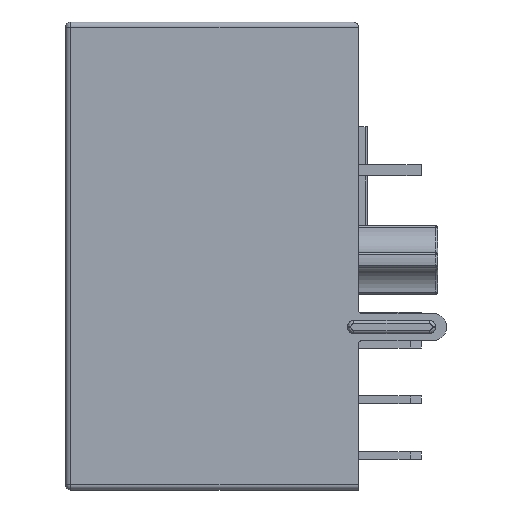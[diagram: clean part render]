
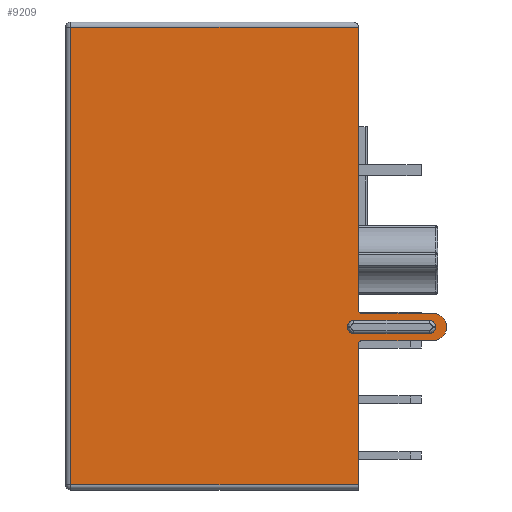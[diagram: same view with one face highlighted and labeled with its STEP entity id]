
A CAD part, left-side view. The second image highlights one B-rep face of the part: STEP entity #9209.
In plain terms, the highlighted planar face has unit normal (-1, 0, 0).
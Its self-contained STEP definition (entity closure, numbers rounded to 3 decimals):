
#415=DIRECTION('',(0.,0.,1.));
#416=VECTOR('',#415,6.4);
#417=CARTESIAN_POINT('',(-7.965,-6.65,0.23));
#418=LINE('',#417,#416);
#427=DIRECTION('',(0.,0.,1.));
#428=VECTOR('',#427,12.85);
#429=CARTESIAN_POINT('',(-7.965,-6.65,8.17));
#430=LINE('',#429,#428);
#2118=CARTESIAN_POINT('',(-7.965,-6.446,7.409));
#2119=DIRECTION('',(-1.,0.,0.));
#2120=DIRECTION('',(0.,0.,1.));
#2121=AXIS2_PLACEMENT_3D('',#2118,#2119,#2120);
#2123=DIRECTION('',(0.,0.,-1.));
#2124=VECTOR('',#2123,0.018);
#2125=CARTESIAN_POINT('',(-7.965,-6.156,7.409));
#2126=LINE('',#2125,#2124);
#2127=CARTESIAN_POINT('',(-7.965,-6.446,7.391));
#2128=DIRECTION('',(-1.,0.,0.));
#2129=DIRECTION('',(0.,1.,0.));
#2130=AXIS2_PLACEMENT_3D('',#2127,#2128,#2129);
#2132=DIRECTION('',(0.,-1.,0.));
#2133=VECTOR('',#2132,3.414);
#2134=CARTESIAN_POINT('',(-7.965,-6.446,7.101));
#2135=LINE('',#2134,#2133);
#2136=CARTESIAN_POINT('',(-7.965,-9.86,7.391));
#2137=DIRECTION('',(-1.,0.,0.));
#2138=DIRECTION('',(0.,0.,-1.));
#2139=AXIS2_PLACEMENT_3D('',#2136,#2137,#2138);
#2141=DIRECTION('',(0.,0.,1.));
#2142=VECTOR('',#2141,0.018);
#2143=CARTESIAN_POINT('',(-7.965,-10.15,7.391));
#2144=LINE('',#2143,#2142);
#2145=CARTESIAN_POINT('',(-7.965,-9.86,7.409));
#2146=DIRECTION('',(-1.,0.,0.));
#2147=DIRECTION('',(0.,-1.,0.));
#2148=AXIS2_PLACEMENT_3D('',#2145,#2146,#2147);
#2150=DIRECTION('',(0.,1.,0.));
#2151=VECTOR('',#2150,3.414);
#2152=CARTESIAN_POINT('',(-7.965,-9.86,7.699));
#2153=LINE('',#2152,#2151);
#2154=DIRECTION('',(0.,1.,0.));
#2155=VECTOR('',#2154,13.07);
#2156=CARTESIAN_POINT('',(-7.965,-6.65,0.23));
#2157=LINE('',#2156,#2155);
#2158=DIRECTION('',(0.,0.,-1.));
#2159=VECTOR('',#2158,20.79);
#2160=CARTESIAN_POINT('',(-7.965,6.42,21.02));
#2161=LINE('',#2160,#2159);
#2162=DIRECTION('',(0.,-1.,0.));
#2163=VECTOR('',#2162,13.07);
#2164=CARTESIAN_POINT('',(-7.965,6.42,21.02));
#2165=LINE('',#2164,#2163);
#2166=DIRECTION('',(0.,-1.,0.));
#2167=VECTOR('',#2166,3.25);
#2168=CARTESIAN_POINT('',(-7.965,-6.8,8.02));
#2169=LINE('',#2168,#2167);
#2170=CARTESIAN_POINT('',(-7.965,-10.05,7.42));
#2171=DIRECTION('',(-1.,0.,0.));
#2172=DIRECTION('',(0.,-1.,0.));
#2173=AXIS2_PLACEMENT_3D('',#2170,#2171,#2172);
#2175=CARTESIAN_POINT('',(-7.965,-10.05,7.38));
#2176=DIRECTION('',(-1.,0.,0.));
#2177=DIRECTION('',(0.,0.,-1.));
#2178=AXIS2_PLACEMENT_3D('',#2175,#2176,#2177);
#2929=DIRECTION('',(0.,0.,-1.));
#2930=VECTOR('',#2929,0.04);
#2931=CARTESIAN_POINT('',(-7.965,-10.65,7.42));
#2932=LINE('',#2931,#2930);
#2972=CARTESIAN_POINT('',(-7.965,-6.8,8.17));
#2973=DIRECTION('',(1.,0.,0.));
#2974=DIRECTION('',(0.,0.,-1.));
#2975=AXIS2_PLACEMENT_3D('',#2972,#2973,#2974);
#2995=CARTESIAN_POINT('',(-7.965,-6.8,6.63));
#2996=DIRECTION('',(1.,0.,0.));
#2997=DIRECTION('',(0.,1.,0.));
#2998=AXIS2_PLACEMENT_3D('',#2995,#2996,#2997);
#3009=DIRECTION('',(0.,-1.,0.));
#3010=VECTOR('',#3009,3.25);
#3011=CARTESIAN_POINT('',(-7.965,-6.8,6.78));
#3012=LINE('',#3011,#3010);
#4936=CARTESIAN_POINT('',(-7.965,-10.65,7.42));
#4937=CARTESIAN_POINT('',(-7.965,-10.05,8.02));
#4938=VERTEX_POINT('',#4936);
#4939=VERTEX_POINT('',#4937);
#4948=CARTESIAN_POINT('',(-7.965,-10.05,6.78));
#4949=VERTEX_POINT('',#4948);
#4950=CARTESIAN_POINT('',(-7.965,-10.65,7.38));
#4951=VERTEX_POINT('',#4950);
#4988=CARTESIAN_POINT('',(-7.965,-6.446,7.699));
#4989=CARTESIAN_POINT('',(-7.965,-6.156,7.409));
#4990=VERTEX_POINT('',#4988);
#4991=VERTEX_POINT('',#4989);
#4994=CARTESIAN_POINT('',(-7.965,-6.156,7.391));
#4995=VERTEX_POINT('',#4994);
#4998=CARTESIAN_POINT('',(-7.965,-6.446,7.101));
#4999=VERTEX_POINT('',#4998);
#5002=CARTESIAN_POINT('',(-7.965,-9.86,7.101));
#5003=VERTEX_POINT('',#5002);
#5006=CARTESIAN_POINT('',(-7.965,-10.15,7.391));
#5007=VERTEX_POINT('',#5006);
#5010=CARTESIAN_POINT('',(-7.965,-10.15,7.409));
#5011=VERTEX_POINT('',#5010);
#5014=CARTESIAN_POINT('',(-7.965,-9.86,7.699));
#5015=VERTEX_POINT('',#5014);
#5177=CARTESIAN_POINT('',(-7.965,-6.65,8.17));
#5179=VERTEX_POINT('',#5177);
#5181=CARTESIAN_POINT('',(-7.965,-6.8,8.02));
#5183=VERTEX_POINT('',#5181);
#5184=CARTESIAN_POINT('',(-7.965,-6.65,6.63));
#5186=VERTEX_POINT('',#5184);
#5188=CARTESIAN_POINT('',(-7.965,-6.8,6.78));
#5190=VERTEX_POINT('',#5188);
#5240=CARTESIAN_POINT('',(-7.965,-6.65,0.23));
#5242=VERTEX_POINT('',#5240);
#5246=CARTESIAN_POINT('',(-7.965,6.42,0.23));
#5247=VERTEX_POINT('',#5246);
#5256=CARTESIAN_POINT('',(-7.965,6.42,21.02));
#5257=CARTESIAN_POINT('',(-7.965,-6.65,21.02));
#5258=VERTEX_POINT('',#5256);
#5259=VERTEX_POINT('',#5257);
#9163=CARTESIAN_POINT('',(-7.965,6.65,0.));
#9164=DIRECTION('',(-1.,0.,0.));
#9165=DIRECTION('',(0.,-1.,0.));
#9166=AXIS2_PLACEMENT_3D('',#9163,#9164,#9165);
#9167=PLANE('',#9166);
#9168=ORIENTED_EDGE('',*,*,#6076,.T.);
#9170=ORIENTED_EDGE('',*,*,#9169,.F.);
#9172=ORIENTED_EDGE('',*,*,#9171,.T.);
#9173=ORIENTED_EDGE('',*,*,#6095,.F.);
#9175=ORIENTED_EDGE('',*,*,#9174,.F.);
#9177=ORIENTED_EDGE('',*,*,#9176,.T.);
#9179=ORIENTED_EDGE('',*,*,#9178,.F.);
#9181=ORIENTED_EDGE('',*,*,#9180,.T.);
#9183=ORIENTED_EDGE('',*,*,#9182,.F.);
#9185=ORIENTED_EDGE('',*,*,#9184,.F.);
#9187=ORIENTED_EDGE('',*,*,#9186,.F.);
#9188=ORIENTED_EDGE('',*,*,#6087,.F.);
#9189=EDGE_LOOP('',(#9168,#9170,#9172,#9173,#9175,#9177,#9179,#9181,#9183,#9185,
#9187,#9188));
#9190=FACE_OUTER_BOUND('',#9189,.F.);
#9192=ORIENTED_EDGE('',*,*,#9191,.T.);
#9194=ORIENTED_EDGE('',*,*,#9193,.T.);
#9196=ORIENTED_EDGE('',*,*,#9195,.T.);
#9198=ORIENTED_EDGE('',*,*,#9197,.T.);
#9200=ORIENTED_EDGE('',*,*,#9199,.T.);
#9202=ORIENTED_EDGE('',*,*,#9201,.T.);
#9204=ORIENTED_EDGE('',*,*,#9203,.T.);
#9206=ORIENTED_EDGE('',*,*,#9205,.T.);
#9207=EDGE_LOOP('',(#9192,#9194,#9196,#9198,#9200,#9202,#9204,#9206));
#9208=FACE_BOUND('',#9207,.F.);
#2122=CIRCLE('',#2121,0.29);
#2131=CIRCLE('',#2130,0.29);
#2140=CIRCLE('',#2139,0.29);
#2149=CIRCLE('',#2148,0.29);
#2174=CIRCLE('',#2173,0.6);
#2179=CIRCLE('',#2178,0.6);
#2976=CIRCLE('',#2975,0.15);
#2999=CIRCLE('',#2998,0.15);
#6076=EDGE_CURVE('',#5242,#5247,#2157,.T.);
#6087=EDGE_CURVE('',#5242,#5186,#418,.T.);
#6095=EDGE_CURVE('',#5179,#5259,#430,.T.);
#9169=EDGE_CURVE('',#5258,#5247,#2161,.T.);
#9171=EDGE_CURVE('',#5258,#5259,#2165,.T.);
#9174=EDGE_CURVE('',#5183,#5179,#2976,.T.);
#9176=EDGE_CURVE('',#5183,#4939,#2169,.T.);
#9178=EDGE_CURVE('',#4938,#4939,#2174,.T.);
#9180=EDGE_CURVE('',#4938,#4951,#2932,.T.);
#9182=EDGE_CURVE('',#4949,#4951,#2179,.T.);
#9184=EDGE_CURVE('',#5190,#4949,#3012,.T.);
#9186=EDGE_CURVE('',#5186,#5190,#2999,.T.);
#9191=EDGE_CURVE('',#4990,#4991,#2122,.T.);
#9193=EDGE_CURVE('',#4991,#4995,#2126,.T.);
#9195=EDGE_CURVE('',#4995,#4999,#2131,.T.);
#9197=EDGE_CURVE('',#4999,#5003,#2135,.T.);
#9199=EDGE_CURVE('',#5003,#5007,#2140,.T.);
#9201=EDGE_CURVE('',#5007,#5011,#2144,.T.);
#9203=EDGE_CURVE('',#5011,#5015,#2149,.T.);
#9205=EDGE_CURVE('',#5015,#4990,#2153,.T.);
#9209=ADVANCED_FACE('',(#9190,#9208),#9167,.T.);
